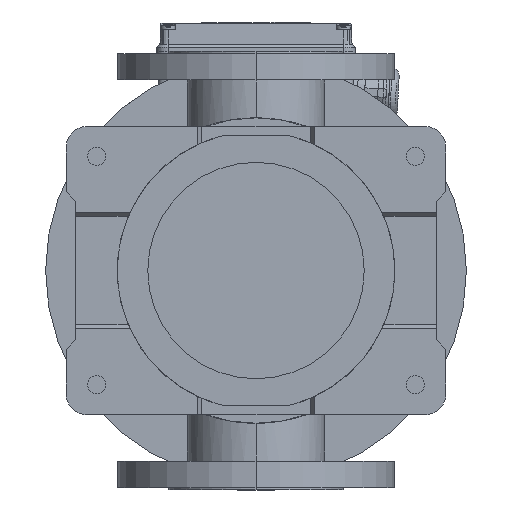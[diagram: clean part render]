
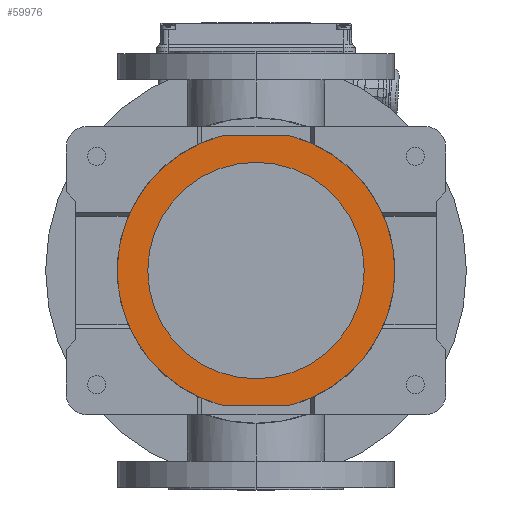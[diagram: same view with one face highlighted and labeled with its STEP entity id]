
A CAD part, front view. The second image highlights one B-rep face of the part: STEP entity #59976.
In plain terms, the highlighted planar face has unit normal (0, -1, 0).
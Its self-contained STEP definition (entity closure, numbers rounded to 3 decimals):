
#2614 = CARTESIAN_POINT ( 'NONE',  ( -31.04, 45., 112. ) ) ;
#3316 = EDGE_CURVE ( 'NONE', #96805, #54414, #78801, .T. ) ;
#4912 = DIRECTION ( 'NONE',  ( -1., 0., 0. ) ) ;
#6273 = CARTESIAN_POINT ( 'NONE',  ( 115.5, 45., 0. ) ) ;
#12081 = AXIS2_PLACEMENT_3D ( 'NONE', #85793, #13384, #4912 ) ;
#12371 = CARTESIAN_POINT ( 'NONE',  ( 90., 45., 0. ) ) ;
#12523 = AXIS2_PLACEMENT_3D ( 'NONE', #85208, #14380, #46607 ) ;
#13262 = ORIENTED_EDGE ( 'NONE', *, *, #3316, .T. ) ;
#13384 = DIRECTION ( 'NONE',  ( 0., -1., 0. ) ) ;
#14298 = DIRECTION ( 'NONE',  ( 0., -1., 0. ) ) ;
#14380 = DIRECTION ( 'NONE',  ( 0., -1., 0. ) ) ;
#15290 = ORIENTED_EDGE ( 'NONE', *, *, #92604, .T. ) ;
#16600 = ORIENTED_EDGE ( 'NONE', *, *, #64775, .T. ) ;
#18000 = CIRCLE ( 'NONE', #80433, 115.5 ) ;
#19780 = DIRECTION ( 'NONE',  ( 0., 1., 0. ) ) ;
#20917 = VECTOR ( 'NONE', #29329, 1000. ) ;
#22165 = CARTESIAN_POINT ( 'NONE',  ( 0., 45., 0. ) ) ;
#26131 = CARTESIAN_POINT ( 'NONE',  ( 28.218, 45., -112. ) ) ;
#27935 = ORIENTED_EDGE ( 'NONE', *, *, #42063, .T. ) ;
#29329 = DIRECTION ( 'NONE',  ( 1., 0., 0. ) ) ;
#33255 = AXIS2_PLACEMENT_3D ( 'NONE', #22165, #94030, #46426 ) ;
#36185 = ORIENTED_EDGE ( 'NONE', *, *, #97505, .T. ) ;
#36375 = VERTEX_POINT ( 'NONE', #82736 ) ;
#38280 = CARTESIAN_POINT ( 'NONE',  ( -31.04, 45., -112. ) ) ;
#42063 = EDGE_CURVE ( 'NONE', #54414, #96805, #71108, .T. ) ;
#42514 = EDGE_CURVE ( 'NONE', #51966, #54353, #88093, .T. ) ;
#42748 = ORIENTED_EDGE ( 'NONE', *, *, #65227, .T. ) ;
#46426 = DIRECTION ( 'NONE',  ( -1., 0., 0. ) ) ;
#46607 = DIRECTION ( 'NONE',  ( 1., 0., 0. ) ) ;
#47511 = AXIS2_PLACEMENT_3D ( 'NONE', #92170, #19780, #52015 ) ;
#49343 = CARTESIAN_POINT ( 'NONE',  ( -28.218, 45., 112. ) ) ;
#51966 = VERTEX_POINT ( 'NONE', #49343 ) ;
#52015 = DIRECTION ( 'NONE',  ( -1., 0., 0. ) ) ;
#52305 = DIRECTION ( 'NONE',  ( -1., 0., 0. ) ) ;
#53126 = LINE ( 'NONE', #38280, #20917 ) ;
#53574 = PLANE ( 'NONE',  #12081 ) ;
#54353 = VERTEX_POINT ( 'NONE', #64856 ) ;
#54414 = VERTEX_POINT ( 'NONE', #97629 ) ;
#59749 = VERTEX_POINT ( 'NONE', #6273 ) ;
#59976 = ADVANCED_FACE ( 'NONE', ( #62016, #94252 ), #53574, .T. ) ;
#60246 = LINE ( 'NONE', #2614, #104446 ) ;
#62016 = FACE_BOUND ( 'NONE', #89206, .T. ) ;
#64775 = EDGE_CURVE ( 'NONE', #54353, #91003, #53126, .T. ) ;
#64856 = CARTESIAN_POINT ( 'NONE',  ( -28.218, 45., -112. ) ) ;
#65227 = EDGE_CURVE ( 'NONE', #59749, #36375, #75006, .T. ) ;
#66157 = AXIS2_PLACEMENT_3D ( 'NONE', #75160, #84622, #75681 ) ;
#69601 = ORIENTED_EDGE ( 'NONE', *, *, #42514, .T. ) ;
#71108 = CIRCLE ( 'NONE', #47511, 90. ) ;
#74001 = EDGE_LOOP ( 'NONE', ( #15290, #42748, #36185, #69601, #16600 ) ) ;
#75006 = CIRCLE ( 'NONE', #12523, 115.5 ) ;
#75160 = CARTESIAN_POINT ( 'NONE',  ( 0., 45., 0. ) ) ;
#75681 = DIRECTION ( 'NONE',  ( 1., 0., 0. ) ) ;
#78766 = DIRECTION ( 'NONE',  ( 1., 0., 0. ) ) ;
#78801 = CIRCLE ( 'NONE', #33255, 90. ) ;
#80433 = AXIS2_PLACEMENT_3D ( 'NONE', #85654, #14298, #78766 ) ;
#82736 = CARTESIAN_POINT ( 'NONE',  ( 28.218, 45., 112. ) ) ;
#84622 = DIRECTION ( 'NONE',  ( 0., -1., 0. ) ) ;
#85208 = CARTESIAN_POINT ( 'NONE',  ( 0., 45., 0. ) ) ;
#85654 = CARTESIAN_POINT ( 'NONE',  ( 0., 45., 0. ) ) ;
#85793 = CARTESIAN_POINT ( 'NONE',  ( 127.05, 45., 123.2 ) ) ;
#88093 = CIRCLE ( 'NONE', #66157, 115.5 ) ;
#89206 = EDGE_LOOP ( 'NONE', ( #27935, #13262 ) ) ;
#91003 = VERTEX_POINT ( 'NONE', #26131 ) ;
#92170 = CARTESIAN_POINT ( 'NONE',  ( 0., 45., 0. ) ) ;
#92604 = EDGE_CURVE ( 'NONE', #91003, #59749, #18000, .T. ) ;
#94030 = DIRECTION ( 'NONE',  ( 0., 1., 0. ) ) ;
#94252 = FACE_OUTER_BOUND ( 'NONE', #74001, .T. ) ;
#96805 = VERTEX_POINT ( 'NONE', #12371 ) ;
#97505 = EDGE_CURVE ( 'NONE', #36375, #51966, #60246, .T. ) ;
#97629 = CARTESIAN_POINT ( 'NONE',  ( -90., 45., 0. ) ) ;
#104446 = VECTOR ( 'NONE', #52305, 1000. ) ;
